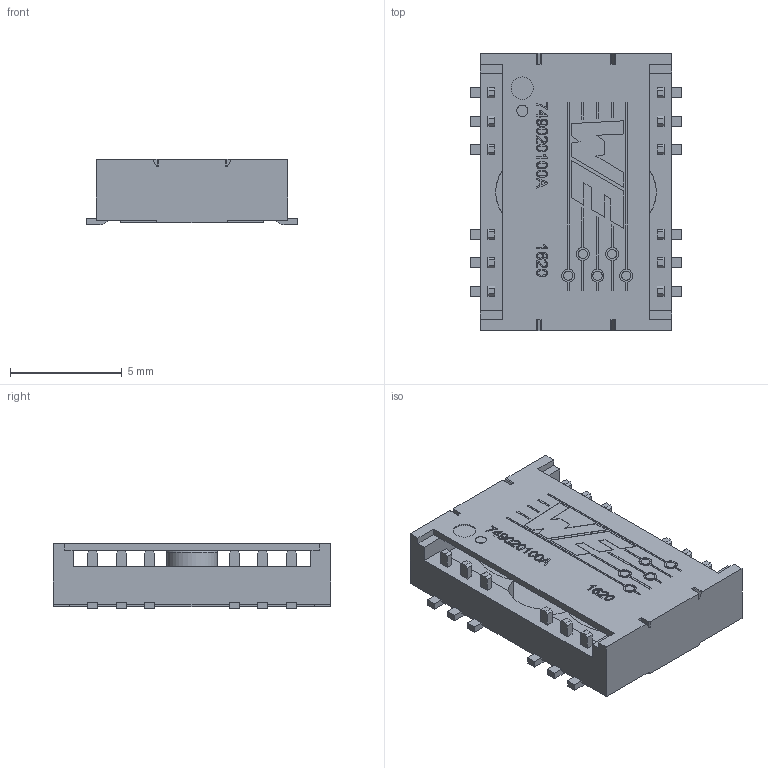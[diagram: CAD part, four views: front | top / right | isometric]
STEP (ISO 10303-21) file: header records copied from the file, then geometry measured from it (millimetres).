
FILE_DESCRIPTION(/* description */ ('Unknown'),/* implementation_level */ '2;1');
FILE_NAME(/* name */ 'T_Wurth_WE-LAN_749020100A',/* time_stamp */ '2025-08-26T16:51:15+08:00',/* author */ ('Unknown'),/* organization */ ('Unknown'),/* preprocessor_version */ 'ST-DEVELOPER v19.4',/* originating_system */ 'Solid Edge',/* authorisation */ 'Unknown');
FILE_SCHEMA (('AUTOMOTIVE_DESIGN {1 0 10303 214 3 1 1}'));
Length unit declared in the file: millimetre
Products named in the file (2): T_Wurth_WE-LAN_749020100A
Assembly tree (1 placements, depth 2):
  T_Wurth_WE-LAN_749020100A
    T_Wurth_WE-LAN_749020100A
Bounding box: 9.5 x 12.45 x 2.94 mm (x, y, z)
Volume: 156.8 mm3; surface area: 552.3 mm2
Topology: 1 solids, 1 shells, 436 faces, 1137 edges, 755 vertices
Faces by surface type: plane 359, cylinder 54, bspline 22, torus 1
Full cylindrical faces by diameter (mm): 0.412 x5, 0.5 x1, 1 x3, 2.25 x1
Entity records: 16882 total; most frequent: CARTESIAN_POINT 3200, ORIENTED_EDGE 2224, DIRECTION 2005, EDGE_CURVE 1112, LINE 951, VECTOR 951, VERTEX_POINT 753, AXIS2_PLACEMENT_3D 527
